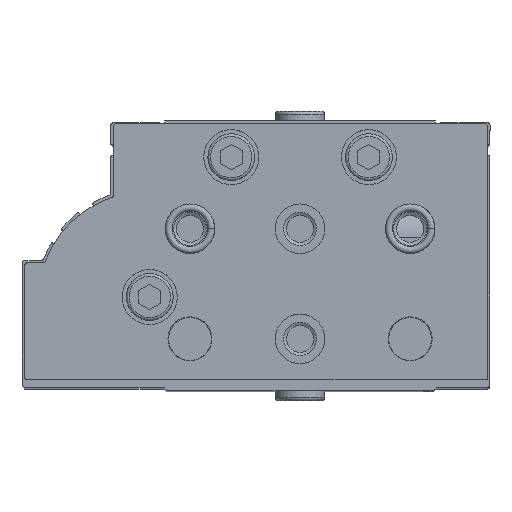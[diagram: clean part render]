
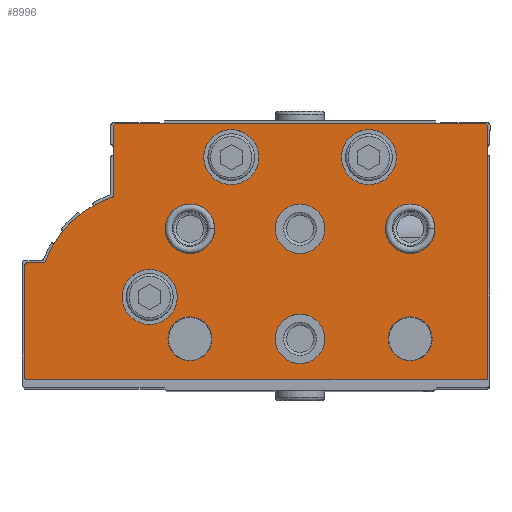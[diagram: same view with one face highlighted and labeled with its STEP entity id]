
A CAD part, top view. The second image highlights one B-rep face of the part: STEP entity #8996.
In plain terms, the highlighted face is planar.
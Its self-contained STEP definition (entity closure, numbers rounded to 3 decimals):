
#917=LINE('',#15227,#1632);
#919=LINE('',#15231,#1634);
#922=LINE('',#15239,#1637);
#925=LINE('',#15247,#1640);
#930=LINE('',#15263,#1645);
#933=LINE('',#15271,#1648);
#1632=VECTOR('',#12328,1000.);
#1634=VECTOR('',#12332,1000.);
#1637=VECTOR('',#12341,1000.);
#1640=VECTOR('',#12350,1000.);
#1645=VECTOR('',#12369,1000.);
#1648=VECTOR('',#12378,1000.);
#3521=ORIENTED_EDGE('',*,*,#5154,.T.);
#3522=ORIENTED_EDGE('',*,*,#5155,.T.);
#3523=ORIENTED_EDGE('',*,*,#5156,.T.);
#3524=ORIENTED_EDGE('',*,*,#5157,.T.);
#3525=ORIENTED_EDGE('',*,*,#5158,.T.);
#3526=ORIENTED_EDGE('',*,*,#5159,.T.);
#3527=ORIENTED_EDGE('',*,*,#5160,.T.);
#3528=ORIENTED_EDGE('',*,*,#5161,.T.);
#3529=ORIENTED_EDGE('',*,*,#5162,.T.);
#3530=ORIENTED_EDGE('',*,*,#5127,.F.);
#3531=ORIENTED_EDGE('',*,*,#5152,.F.);
#3532=ORIENTED_EDGE('',*,*,#5150,.F.);
#3533=ORIENTED_EDGE('',*,*,#5148,.F.);
#3534=ORIENTED_EDGE('',*,*,#5146,.T.);
#3535=ORIENTED_EDGE('',*,*,#5144,.F.);
#3536=ORIENTED_EDGE('',*,*,#5142,.T.);
#3537=ORIENTED_EDGE('',*,*,#5140,.F.);
#3538=ORIENTED_EDGE('',*,*,#5138,.F.);
#3539=ORIENTED_EDGE('',*,*,#5136,.F.);
#3540=ORIENTED_EDGE('',*,*,#5134,.F.);
#3541=ORIENTED_EDGE('',*,*,#5132,.F.);
#3542=ORIENTED_EDGE('',*,*,#5130,.F.);
#5127=EDGE_CURVE('',#6123,#6124,#6652,.T.);
#5130=EDGE_CURVE('',#6124,#6125,#917,.T.);
#5132=EDGE_CURVE('',#6125,#6126,#919,.T.);
#5134=EDGE_CURVE('',#6126,#6127,#6653,.T.);
#5136=EDGE_CURVE('',#6127,#6128,#922,.T.);
#5138=EDGE_CURVE('',#6128,#6129,#6654,.T.);
#5140=EDGE_CURVE('',#6129,#6130,#925,.T.);
#5142=EDGE_CURVE('',#6131,#6130,#6655,.T.);
#5144=EDGE_CURVE('',#6131,#6132,#6656,.T.);
#5146=EDGE_CURVE('',#6133,#6132,#6657,.T.);
#5148=EDGE_CURVE('',#6133,#6134,#930,.T.);
#5150=EDGE_CURVE('',#6134,#6135,#6658,.T.);
#5152=EDGE_CURVE('',#6135,#6123,#933,.T.);
#5154=EDGE_CURVE('',#6136,#6136,#6659,.T.);
#5155=EDGE_CURVE('',#6137,#6137,#6660,.T.);
#5156=EDGE_CURVE('',#6138,#6138,#6661,.T.);
#5157=EDGE_CURVE('',#6139,#6139,#6662,.T.);
#5158=EDGE_CURVE('',#6140,#6140,#6663,.T.);
#5159=EDGE_CURVE('',#6141,#6141,#6664,.T.);
#5160=EDGE_CURVE('',#6142,#6142,#6665,.T.);
#5161=EDGE_CURVE('',#6143,#6143,#6666,.T.);
#5162=EDGE_CURVE('',#6144,#6144,#6667,.T.);
#6123=VERTEX_POINT('',#15222);
#6124=VERTEX_POINT('',#15223);
#6125=VERTEX_POINT('',#15228);
#6126=VERTEX_POINT('',#15232);
#6127=VERTEX_POINT('',#15236);
#6128=VERTEX_POINT('',#15240);
#6129=VERTEX_POINT('',#15244);
#6130=VERTEX_POINT('',#15248);
#6131=VERTEX_POINT('',#15252);
#6132=VERTEX_POINT('',#15256);
#6133=VERTEX_POINT('',#15260);
#6134=VERTEX_POINT('',#15264);
#6135=VERTEX_POINT('',#15268);
#6136=VERTEX_POINT('',#15275);
#6137=VERTEX_POINT('',#15277);
#6138=VERTEX_POINT('',#15279);
#6139=VERTEX_POINT('',#15281);
#6140=VERTEX_POINT('',#15283);
#6141=VERTEX_POINT('',#15285);
#6142=VERTEX_POINT('',#15287);
#6143=VERTEX_POINT('',#15289);
#6144=VERTEX_POINT('',#15291);
#6652=CIRCLE('',#10080,0.5);
#6653=CIRCLE('',#10084,0.5);
#6654=CIRCLE('',#10087,0.5);
#6655=CIRCLE('',#10090,0.5);
#6656=CIRCLE('',#10092,19.5);
#6657=CIRCLE('',#10094,0.5);
#6658=CIRCLE('',#10097,0.5);
#6659=CIRCLE('',#10100,5.);
#6660=CIRCLE('',#10101,5.);
#6661=CIRCLE('',#10102,5.);
#6662=CIRCLE('',#10103,4.5);
#6663=CIRCLE('',#10104,4.5);
#6664=CIRCLE('',#10105,4.5);
#6665=CIRCLE('',#10106,4.5);
#6666=CIRCLE('',#10107,4.);
#6667=CIRCLE('',#10108,4.);
#7275=EDGE_LOOP('',(#3521));
#7276=EDGE_LOOP('',(#3522));
#7277=EDGE_LOOP('',(#3523));
#7278=EDGE_LOOP('',(#3524));
#7279=EDGE_LOOP('',(#3525));
#7280=EDGE_LOOP('',(#3526));
#7281=EDGE_LOOP('',(#3527));
#7282=EDGE_LOOP('',(#3528));
#7283=EDGE_LOOP('',(#3529));
#7284=EDGE_LOOP('',(#3530,#3531,#3532,#3533,#3534,#3535,#3536,#3537,#3538,
#3539,#3540,#3541,#3542));
#8064=FACE_BOUND('',#7275,.T.);
#8065=FACE_BOUND('',#7276,.T.);
#8066=FACE_BOUND('',#7277,.T.);
#8067=FACE_BOUND('',#7278,.T.);
#8068=FACE_BOUND('',#7279,.T.);
#8069=FACE_BOUND('',#7280,.T.);
#8070=FACE_BOUND('',#7281,.T.);
#8071=FACE_BOUND('',#7282,.T.);
#8072=FACE_BOUND('',#7283,.T.);
#8073=FACE_BOUND('',#7284,.T.);
#8547=PLANE('',#10099);
#8996=ADVANCED_FACE('',(#8064,#8065,#8066,#8067,#8068,#8069,#8070,#8071,
#8072,#8073),#8547,.F.);
#10080=AXIS2_PLACEMENT_3D('',#15221,#12322,#12323);
#10084=AXIS2_PLACEMENT_3D('',#15235,#12336,#12337);
#10087=AXIS2_PLACEMENT_3D('',#15243,#12345,#12346);
#10090=AXIS2_PLACEMENT_3D('',#15251,#12354,#12355);
#10092=AXIS2_PLACEMENT_3D('',#15255,#12359,#12360);
#10094=AXIS2_PLACEMENT_3D('',#15259,#12364,#12365);
#10097=AXIS2_PLACEMENT_3D('',#15267,#12373,#12374);
#10099=AXIS2_PLACEMENT_3D('',#15273,#12380,#12381);
#10100=AXIS2_PLACEMENT_3D('',#15274,#12382,#12383);
#10101=AXIS2_PLACEMENT_3D('',#15276,#12384,#12385);
#10102=AXIS2_PLACEMENT_3D('',#15278,#12386,#12387);
#10103=AXIS2_PLACEMENT_3D('',#15280,#12388,#12389);
#10104=AXIS2_PLACEMENT_3D('',#15282,#12390,#12391);
#10105=AXIS2_PLACEMENT_3D('',#15284,#12392,#12393);
#10106=AXIS2_PLACEMENT_3D('',#15286,#12394,#12395);
#10107=AXIS2_PLACEMENT_3D('',#15288,#12396,#12397);
#10108=AXIS2_PLACEMENT_3D('',#15290,#12398,#12399);
#12322=DIRECTION('',(0.,0.,1.));
#12323=DIRECTION('',(1.,0.,0.));
#12328=DIRECTION('',(0.,-1.,0.));
#12332=DIRECTION('',(1.,0.,0.));
#12336=DIRECTION('',(0.,0.,1.));
#12337=DIRECTION('',(1.,0.,0.));
#12341=DIRECTION('',(0.,1.,0.));
#12345=DIRECTION('',(0.,0.,1.));
#12346=DIRECTION('',(1.,0.,0.));
#12350=DIRECTION('',(-1.,0.,0.));
#12354=DIRECTION('',(0.,0.,1.));
#12355=DIRECTION('',(1.,0.,0.));
#12359=DIRECTION('',(0.,0.,1.));
#12360=DIRECTION('',(1.,0.,0.));
#12364=DIRECTION('',(0.,0.,1.));
#12365=DIRECTION('',(1.,0.,0.));
#12369=DIRECTION('',(0.,1.,0.));
#12373=DIRECTION('',(0.,0.,1.));
#12374=DIRECTION('',(1.,0.,0.));
#12378=DIRECTION('',(-1.,0.,0.));
#12380=DIRECTION('',(0.,0.,1.));
#12381=DIRECTION('',(1.,0.,0.));
#12382=DIRECTION('',(0.,0.,1.));
#12383=DIRECTION('',(1.,0.,0.));
#12384=DIRECTION('',(0.,0.,1.));
#12385=DIRECTION('',(1.,0.,0.));
#12386=DIRECTION('',(0.,0.,1.));
#12387=DIRECTION('',(1.,0.,0.));
#12388=DIRECTION('',(0.,0.,1.));
#12389=DIRECTION('',(1.,0.,0.));
#12390=DIRECTION('',(0.,0.,1.));
#12391=DIRECTION('',(1.,0.,0.));
#12392=DIRECTION('',(0.,0.,1.));
#12393=DIRECTION('',(1.,0.,0.));
#12394=DIRECTION('',(0.,0.,1.));
#12395=DIRECTION('',(1.,0.,0.));
#12396=DIRECTION('',(0.,0.,1.));
#12397=DIRECTION('',(1.,0.,0.));
#12398=DIRECTION('',(0.,0.,1.));
#12399=DIRECTION('',(1.,0.,0.));
#15221=CARTESIAN_POINT('',(0.5,46.,0.));
#15222=CARTESIAN_POINT('',(0.5,46.5,0.));
#15223=CARTESIAN_POINT('',(0.,46.,0.));
#15227=CARTESIAN_POINT('',(0.,46.,0.));
#15228=CARTESIAN_POINT('',(0.,0.,0.));
#15231=CARTESIAN_POINT('',(0.,0.,0.));
#15232=CARTESIAN_POINT('',(83.5,0.,0.));
#15235=CARTESIAN_POINT('',(83.5,0.5,0.));
#15236=CARTESIAN_POINT('',(84.,0.5,0.));
#15239=CARTESIAN_POINT('',(84.,0.5,0.));
#15240=CARTESIAN_POINT('',(84.,20.7,0.));
#15243=CARTESIAN_POINT('',(83.5,20.7,0.));
#15244=CARTESIAN_POINT('',(83.5,21.2,0.));
#15247=CARTESIAN_POINT('',(83.5,21.2,0.));
#15248=CARTESIAN_POINT('',(80.697,21.2,0.));
#15251=CARTESIAN_POINT('',(80.697,21.7,0.));
#15252=CARTESIAN_POINT('',(80.23,21.523,0.));
#15255=CARTESIAN_POINT('',(62.,14.6,0.));
#15256=CARTESIAN_POINT('',(68.191,33.091,0.));
#15259=CARTESIAN_POINT('',(68.35,33.565,0.));
#15260=CARTESIAN_POINT('',(67.85,33.565,0.));
#15263=CARTESIAN_POINT('',(67.85,33.565,0.));
#15264=CARTESIAN_POINT('',(67.85,46.,0.));
#15267=CARTESIAN_POINT('',(67.35,46.,0.));
#15268=CARTESIAN_POINT('',(67.35,46.5,0.));
#15271=CARTESIAN_POINT('',(67.35,46.5,0.));
#15273=CARTESIAN_POINT('',(0.5,46.,0.));
#15274=CARTESIAN_POINT('',(61.3,15.,0.));
#15275=CARTESIAN_POINT('',(66.3,15.,0.));
#15276=CARTESIAN_POINT('',(46.5,40.4,0.));
#15277=CARTESIAN_POINT('',(51.5,40.4,0.));
#15278=CARTESIAN_POINT('',(21.5,40.4,0.));
#15279=CARTESIAN_POINT('',(26.5,40.4,0.));
#15280=CARTESIAN_POINT('',(54.,27.4,0.));
#15281=CARTESIAN_POINT('',(58.5,27.4,0.));
#15282=CARTESIAN_POINT('',(34.,27.4,0.));
#15283=CARTESIAN_POINT('',(38.5,27.4,0.));
#15284=CARTESIAN_POINT('',(14.,27.4,0.));
#15285=CARTESIAN_POINT('',(18.5,27.4,0.));
#15286=CARTESIAN_POINT('',(34.,7.4,0.));
#15287=CARTESIAN_POINT('',(38.5,7.4,0.));
#15288=CARTESIAN_POINT('',(54.,7.4,0.));
#15289=CARTESIAN_POINT('',(58.,7.4,0.));
#15290=CARTESIAN_POINT('',(14.,7.4,0.));
#15291=CARTESIAN_POINT('',(18.,7.4,0.));
